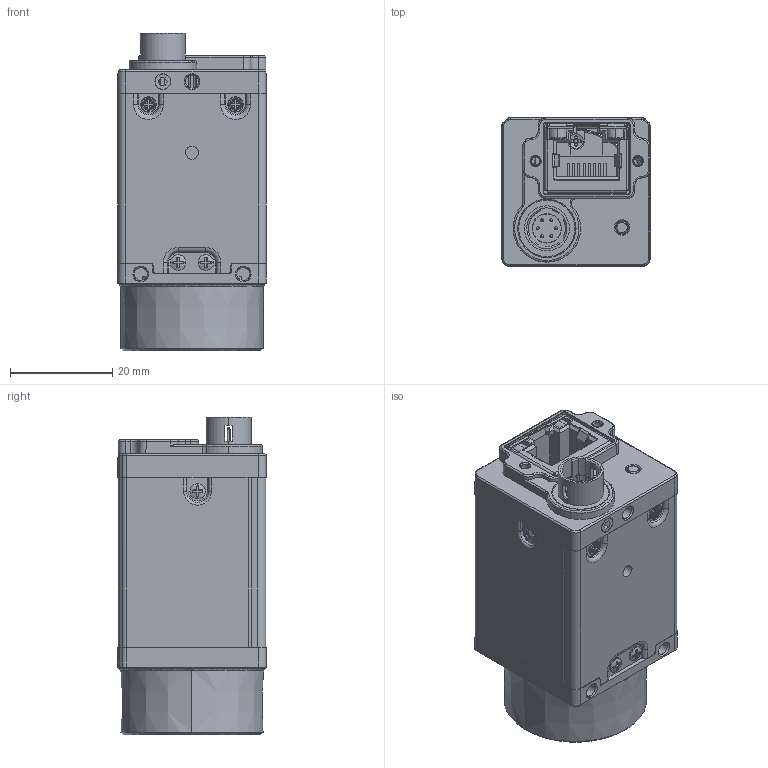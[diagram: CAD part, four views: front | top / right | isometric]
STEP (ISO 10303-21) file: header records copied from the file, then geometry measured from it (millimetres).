
FILE_DESCRIPTION (( 'STEP AP203' ), '1' );
FILE_NAME ('DP32546-A_COE-XXX-Y-POE-TYPE3.step', '2022-10-20T14:04:46', ( '' ), ( '' ), 'SwSTEP 2.0', 'SolidWorks 2021', '' );
FILE_SCHEMA (( 'CONFIG_CONTROL_DESIGN' ));
Products named in the file (1): DP32546-A_COE-XXX-Y-POE-TYPE3
Bounding box: 29 x 29 x 62.13 mm (x, y, z)
Surface area: 13194.6 mm2 (no closed solid volume)
Topology: 0 solids, 44 shells, 961 faces, 3242 edges, 2237 vertices
Faces by surface type: plane 358, cylinder 211, cone 159, torus 136, bspline 77, sphere 20
Entity records: 41120 total; most frequent: CARTESIAN_POINT 14068, DIRECTION 5642, ORIENTED_EDGE 5141, EDGE_CURVE 3240, VERTEX_POINT 2237, AXIS2_PLACEMENT_3D 2062, VECTOR 1518, LINE 1518
